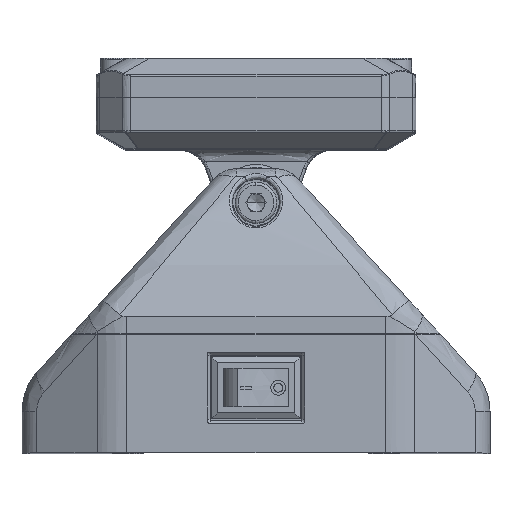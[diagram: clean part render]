
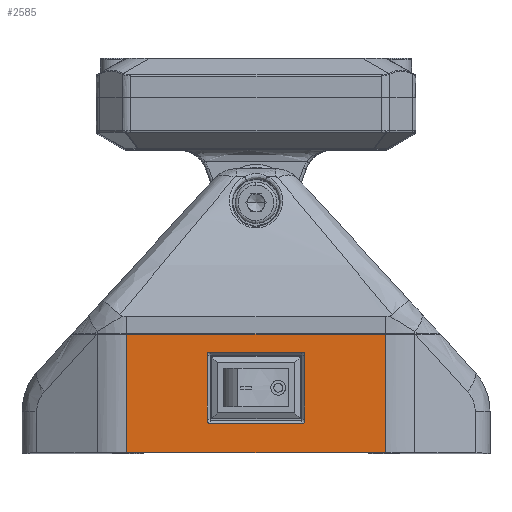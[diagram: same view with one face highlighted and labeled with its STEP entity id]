
A CAD part, top view. The second image highlights one B-rep face of the part: STEP entity #2585.
In plain terms, the highlighted free-form (B-spline) face has degree [1, 1] with [2, 2] control points.
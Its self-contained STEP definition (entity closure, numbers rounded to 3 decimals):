
#798 = VERTEX_POINT('',#799);
#799 = CARTESIAN_POINT('',(22.768,-14.608,
    40.433));
#805 = EDGE_CURVE('',#798,#806,#808,.T.);
#806 = VERTEX_POINT('',#807);
#807 = CARTESIAN_POINT('',(-22.768,-14.608,
    40.433));
#808 = B_SPLINE_CURVE_WITH_KNOTS('',1,(#809,#810),.UNSPECIFIED.,.F.,.F.,
  (2,2),(17.679,61.321),.PIECEWISE_BEZIER_KNOTS.);
#809 = CARTESIAN_POINT('',(22.768,-14.608,
    40.433));
#810 = CARTESIAN_POINT('',(-22.768,-14.608,
    40.433));
#1919 = VERTEX_POINT('',#1920);
#1920 = CARTESIAN_POINT('',(-22.768,6.261,
    40.433));
#1926 = EDGE_CURVE('',#1919,#1927,#1929,.T.);
#1927 = VERTEX_POINT('',#1928);
#1928 = CARTESIAN_POINT('',(22.768,6.261,
    40.433));
#1929 = B_SPLINE_CURVE_WITH_KNOTS('',1,(#1930,#1931),.UNSPECIFIED.,.F.,
  .F.,(2,2),(17.679,61.321),.PIECEWISE_BEZIER_KNOTS.);
#1930 = CARTESIAN_POINT('',(-22.768,6.261,
    40.433));
#1931 = CARTESIAN_POINT('',(22.768,6.261,
    40.433));
#2585 = ADVANCED_FACE('',(#2586,#2652),#2666,.F.);
#2586 = FACE_BOUND('',#2587,.T.);
#2587 = EDGE_LOOP('',(#2588,#2597,#2606,#2613,#2622,#2629,#2638,#2645));
#2588 = ORIENTED_EDGE('',*,*,#2589,.T.);
#2589 = EDGE_CURVE('',#2590,#2592,#2594,.T.);
#2590 = VERTEX_POINT('',#2591);
#2591 = CARTESIAN_POINT('',(-8.608,-9.022,
    40.433));
#2592 = VERTEX_POINT('',#2593);
#2593 = CARTESIAN_POINT('',(-8.608,2.761,
    40.433));
#2594 = B_SPLINE_CURVE_WITH_KNOTS('',1,(#2595,#2596),.UNSPECIFIED.,.F.,
  .F.,(2,2),(-1.146,10.146),.PIECEWISE_BEZIER_KNOTS.);
#2595 = CARTESIAN_POINT('',(-8.608,-9.022,
    40.433));
#2596 = CARTESIAN_POINT('',(-8.608,2.761,
    40.433));
#2597 = ORIENTED_EDGE('',*,*,#2598,.T.);
#2598 = EDGE_CURVE('',#2592,#2599,#2601,.T.);
#2599 = VERTEX_POINT('',#2600);
#2600 = CARTESIAN_POINT('',(-8.239,3.13,
    40.433));
#2601 = ( BOUNDED_CURVE() B_SPLINE_CURVE(3,(#2602,#2603,#2604,#2605),
.UNSPECIFIED.,.F.,.F.) B_SPLINE_CURVE_WITH_KNOTS((4,4),(5.76,
6.807),.PIECEWISE_BEZIER_KNOTS.) CURVE() 
GEOMETRIC_REPRESENTATION_ITEM() RATIONAL_B_SPLINE_CURVE((1.,
0.911,0.911,1.)) REPRESENTATION_ITEM('') );
#2602 = CARTESIAN_POINT('',(-8.608,2.761,
    40.433));
#2603 = CARTESIAN_POINT('',(-8.608,2.995,
    40.433));
#2604 = CARTESIAN_POINT('',(-8.473,3.13,
    40.433));
#2605 = CARTESIAN_POINT('',(-8.239,3.13,
    40.433));
#2606 = ORIENTED_EDGE('',*,*,#2607,.T.);
#2607 = EDGE_CURVE('',#2599,#2608,#2610,.T.);
#2608 = VERTEX_POINT('',#2609);
#2609 = CARTESIAN_POINT('',(8.239,3.13,
    40.433));
#2610 = B_SPLINE_CURVE_WITH_KNOTS('',1,(#2611,#2612),.UNSPECIFIED.,.F.,
  .F.,(2,2),(-47.396,-31.604),.PIECEWISE_BEZIER_KNOTS.);
#2611 = CARTESIAN_POINT('',(-8.239,3.13,
    40.433));
#2612 = CARTESIAN_POINT('',(8.239,3.13,
    40.433));
#2613 = ORIENTED_EDGE('',*,*,#2614,.T.);
#2614 = EDGE_CURVE('',#2608,#2615,#2617,.T.);
#2615 = VERTEX_POINT('',#2616);
#2616 = CARTESIAN_POINT('',(8.608,2.761,
    40.433));
#2617 = ( BOUNDED_CURVE() B_SPLINE_CURVE(3,(#2618,#2619,#2620,#2621),
.UNSPECIFIED.,.F.,.F.) B_SPLINE_CURVE_WITH_KNOTS((4,4),(5.76,
6.807),.PIECEWISE_BEZIER_KNOTS.) CURVE() 
GEOMETRIC_REPRESENTATION_ITEM() RATIONAL_B_SPLINE_CURVE((1.,
0.911,0.911,1.)) REPRESENTATION_ITEM('') );
#2618 = CARTESIAN_POINT('',(8.239,3.13,
    40.433));
#2619 = CARTESIAN_POINT('',(8.473,3.13,
    40.433));
#2620 = CARTESIAN_POINT('',(8.608,2.995,
    40.433));
#2621 = CARTESIAN_POINT('',(8.608,2.761,
    40.433));
#2622 = ORIENTED_EDGE('',*,*,#2623,.T.);
#2623 = EDGE_CURVE('',#2615,#2624,#2626,.T.);
#2624 = VERTEX_POINT('',#2625);
#2625 = CARTESIAN_POINT('',(8.608,-9.022,
    40.433));
#2626 = B_SPLINE_CURVE_WITH_KNOTS('',1,(#2627,#2628),.UNSPECIFIED.,.F.,
  .F.,(2,2),(-10.146,1.146),.PIECEWISE_BEZIER_KNOTS.);
#2627 = CARTESIAN_POINT('',(8.608,2.761,
    40.433));
#2628 = CARTESIAN_POINT('',(8.608,-9.022,
    40.433));
#2629 = ORIENTED_EDGE('',*,*,#2630,.T.);
#2630 = EDGE_CURVE('',#2624,#2631,#2633,.T.);
#2631 = VERTEX_POINT('',#2632);
#2632 = CARTESIAN_POINT('',(8.239,-9.391,
    40.433));
#2633 = ( BOUNDED_CURVE() B_SPLINE_CURVE(3,(#2634,#2635,#2636,#2637),
.UNSPECIFIED.,.F.,.F.) B_SPLINE_CURVE_WITH_KNOTS((4,4),(2.618,
3.665),.PIECEWISE_BEZIER_KNOTS.) CURVE() 
GEOMETRIC_REPRESENTATION_ITEM() RATIONAL_B_SPLINE_CURVE((1.,
0.911,0.911,1.)) REPRESENTATION_ITEM('') );
#2634 = CARTESIAN_POINT('',(8.608,-9.022,
    40.433));
#2635 = CARTESIAN_POINT('',(8.608,-9.256,
    40.433));
#2636 = CARTESIAN_POINT('',(8.473,-9.391,
    40.433));
#2637 = CARTESIAN_POINT('',(8.239,-9.391,
    40.433));
#2638 = ORIENTED_EDGE('',*,*,#2639,.T.);
#2639 = EDGE_CURVE('',#2631,#2640,#2642,.T.);
#2640 = VERTEX_POINT('',#2641);
#2641 = CARTESIAN_POINT('',(-8.239,-9.391,
    40.433));
#2642 = B_SPLINE_CURVE_WITH_KNOTS('',1,(#2643,#2644),.UNSPECIFIED.,.F.,
  .F.,(2,2),(31.604,47.396),.PIECEWISE_BEZIER_KNOTS.);
#2643 = CARTESIAN_POINT('',(8.239,-9.391,
    40.433));
#2644 = CARTESIAN_POINT('',(-8.239,-9.391,
    40.433));
#2645 = ORIENTED_EDGE('',*,*,#2646,.T.);
#2646 = EDGE_CURVE('',#2640,#2590,#2647,.T.);
#2647 = ( BOUNDED_CURVE() B_SPLINE_CURVE(3,(#2648,#2649,#2650,#2651),
.UNSPECIFIED.,.F.,.F.) B_SPLINE_CURVE_WITH_KNOTS((4,4),(2.618,
3.665),.PIECEWISE_BEZIER_KNOTS.) CURVE() 
GEOMETRIC_REPRESENTATION_ITEM() RATIONAL_B_SPLINE_CURVE((1.,
0.911,0.911,1.)) REPRESENTATION_ITEM('') );
#2648 = CARTESIAN_POINT('',(-8.239,-9.391,
    40.433));
#2649 = CARTESIAN_POINT('',(-8.473,-9.391,
    40.433));
#2650 = CARTESIAN_POINT('',(-8.608,-9.256,
    40.433));
#2651 = CARTESIAN_POINT('',(-8.608,-9.022,
    40.433));
#2652 = FACE_BOUND('',#2653,.T.);
#2653 = EDGE_LOOP('',(#2654,#2655,#2660,#2661));
#2654 = ORIENTED_EDGE('',*,*,#1926,.F.);
#2655 = ORIENTED_EDGE('',*,*,#2656,.T.);
#2656 = EDGE_CURVE('',#1919,#806,#2657,.T.);
#2657 = B_SPLINE_CURVE_WITH_KNOTS('',1,(#2658,#2659),.UNSPECIFIED.,.F.,
  .F.,(2,2),(-20.,0.),.PIECEWISE_BEZIER_KNOTS.);
#2658 = CARTESIAN_POINT('',(-22.768,6.261,
    40.433));
#2659 = CARTESIAN_POINT('',(-22.768,-14.608,
    40.433));
#2660 = ORIENTED_EDGE('',*,*,#805,.F.);
#2661 = ORIENTED_EDGE('',*,*,#2662,.T.);
#2662 = EDGE_CURVE('',#798,#1927,#2663,.T.);
#2663 = B_SPLINE_CURVE_WITH_KNOTS('',1,(#2664,#2665),.UNSPECIFIED.,.F.,
  .F.,(2,2),(-20.,0.),.PIECEWISE_BEZIER_KNOTS.);
#2664 = CARTESIAN_POINT('',(22.768,-14.608,
    40.433));
#2665 = CARTESIAN_POINT('',(22.768,6.261,
    40.433));
#2666 = B_SPLINE_SURFACE_WITH_KNOTS('',1,1,(
    (#2667,#2668)
    ,(#2669,#2670
    )),.UNSPECIFIED.,.F.,.F.,.F.,(2,2),(2,2),(-61.321,
    -17.679),(-13.5,6.5),.PIECEWISE_BEZIER_KNOTS.);
#2667 = CARTESIAN_POINT('',(-22.768,6.261,
    40.433));
#2668 = CARTESIAN_POINT('',(-22.768,-14.608,
    40.433));
#2669 = CARTESIAN_POINT('',(22.768,6.261,
    40.433));
#2670 = CARTESIAN_POINT('',(22.768,-14.608,
    40.433));
